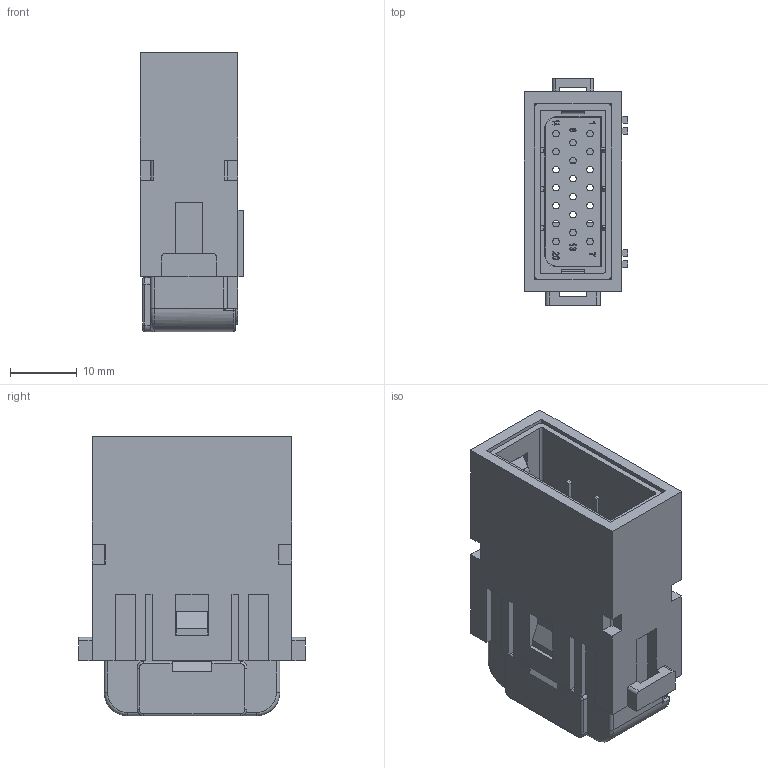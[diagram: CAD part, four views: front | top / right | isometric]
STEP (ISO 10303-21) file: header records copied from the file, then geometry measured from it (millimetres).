
FILE_DESCRIPTION(('Creo Elements/Direct Modeling STEP Export'),'2;1');
FILE_NAME('0lndrp34s2nlseu5708','2019-08-05T15:23:35',(''),(''),'Creo Elements/Direct Modeling STEP processor for AP214 (Solid Model)','Creo Elements/Direct Modeling 20.1B 02-Apr-2019 (C) Parametric Technology GmbH','');
FILE_SCHEMA(('AUTOMOTIVE_DESIGN { 1 0 10303 214 1 1 1 1 }'));
Length unit declared in the file: millimetre
Products named in the file (2): CX_20S_IM
Assembly tree (1 placements, depth 2):
  CX_20S_IM
    CX_20S_IM
Bounding box: 15.6 x 34 x 41.95 mm (x, y, z)
Volume: 11176.8 mm3; surface area: 8689.8 mm2
Topology: 1 solids, 3 shells, 423 faces, 1492 edges, 1074 vertices
Faces by surface type: plane 277, cylinder 104, torus 16, cone 16, sphere 10
Entity records: 18163 total; most frequent: CARTESIAN_POINT 3919, ORIENTED_EDGE 2964, DIRECTION 2287, EDGE_CURVE 1482, VECTOR 1131, LINE 1131, VERTEX_POINT 1074, AXIS2_PLACEMENT_3D 578
